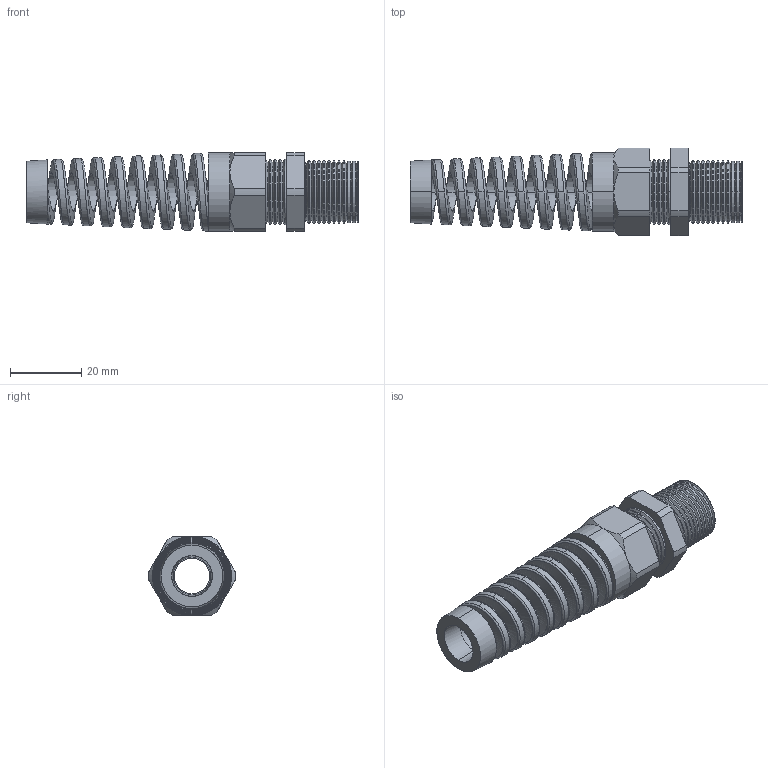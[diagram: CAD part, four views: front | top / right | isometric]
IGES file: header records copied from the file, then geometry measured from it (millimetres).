
Start section: SolidWorks IGES file using analytic representation for surfaces
Global section: file name: CF11CA-BK.IGS; native system: SolidWorks 2007; preprocessor: SolidWorks 2007; author: BAYSTATE-01; date: 080526.102717; units: inch
Bounding box: 92.96 x 24.52 x 22.1 mm (x, y, z)
Surface area: 12606.6 mm2 (no closed solid volume)
Topology: 0 solids, 0 shells, 196 faces, 2874 edges, 2874 vertices
Faces by surface type: revolution 162, bspline 34
